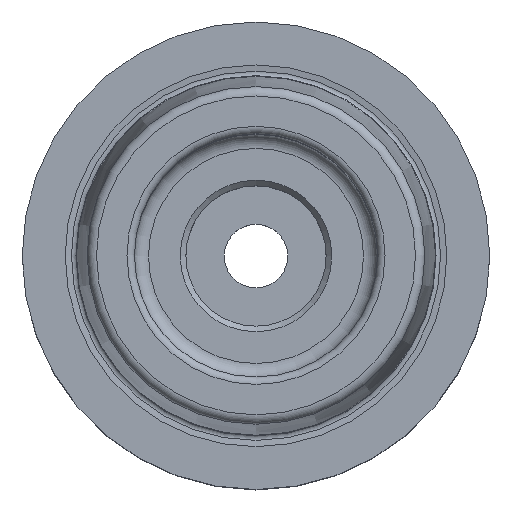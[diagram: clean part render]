
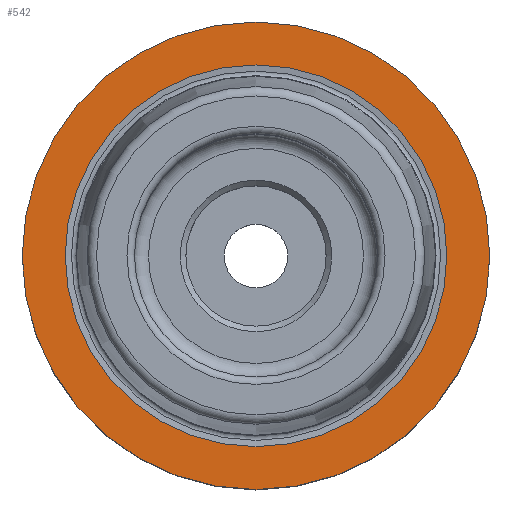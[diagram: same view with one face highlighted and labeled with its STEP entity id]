
A CAD part, top view. The second image highlights one B-rep face of the part: STEP entity #542.
In plain terms, the highlighted planar face has unit normal (0, 0, 1).
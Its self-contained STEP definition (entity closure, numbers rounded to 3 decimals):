
#47=PLANE('',#611);
#61=ORIENTED_EDGE('',*,*,#165,.T.);
#62=ORIENTED_EDGE('',*,*,#164,.T.);
#164=EDGE_CURVE('',#216,#216,#268,.T.);
#165=EDGE_CURVE('',#217,#217,#269,.T.);
#216=VERTEX_POINT('',#929);
#217=VERTEX_POINT('',#932);
#268=CIRCLE('',#610,25.);
#269=CIRCLE('',#612,20.408);
#321=EDGE_LOOP('',(#61));
#322=EDGE_LOOP('',(#62));
#425=FACE_BOUND('',#321,.T.);
#426=FACE_BOUND('',#322,.T.);
#542=ADVANCED_FACE('',(#425,#426),#47,.F.);
#610=AXIS2_PLACEMENT_3D('',#928,#721,#722);
#611=AXIS2_PLACEMENT_3D('',#930,#723,#724);
#612=AXIS2_PLACEMENT_3D('',#931,#725,#726);
#721=DIRECTION('',(0.,0.,1.));
#722=DIRECTION('',(1.,0.,0.));
#723=DIRECTION('',(0.,0.,-1.));
#724=DIRECTION('',(-1.,0.,0.));
#725=DIRECTION('',(0.,0.,-1.));
#726=DIRECTION('',(0.,1.,0.));
#928=CARTESIAN_POINT('',(0.,0.,0.));
#929=CARTESIAN_POINT('',(25.,0.,0.));
#930=CARTESIAN_POINT('',(0.,25.,0.));
#931=CARTESIAN_POINT('',(0.,0.,0.));
#932=CARTESIAN_POINT('',(0.,20.408,0.));
